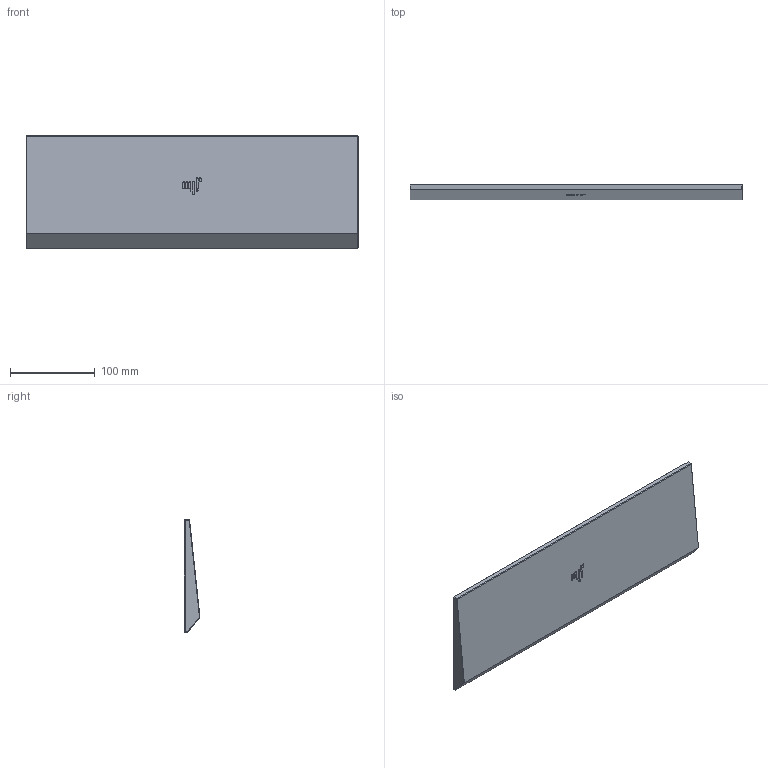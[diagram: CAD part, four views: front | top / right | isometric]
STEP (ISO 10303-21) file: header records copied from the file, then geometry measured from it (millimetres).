
FILE_DESCRIPTION (( 'STEP AP214' ), '1' );
FILE_NAME ('BottomPlateV2.STEP', '2020-09-21T04:38:45', ( '' ), ( '' ), 'SwSTEP 2.0', 'SolidWorks 2020', '' );
FILE_SCHEMA (( 'AUTOMOTIVE_DESIGN' ));
Length unit declared in the file: centimetre
Products named in the file (1): BottomPlateV2
Bounding box: 390.7 x 18.5 x 132.7 mm (x, y, z)
Volume: 502540.3 mm3; surface area: 116691.4 mm2
Topology: 1 solids, 1 shells, 217 faces, 584 edges, 366 vertices
Faces by surface type: plane 103, cylinder 90, cone 24
Entity records: 6896 total; most frequent: DIRECTION 1184, CARTESIAN_POINT 1148, ORIENTED_EDGE 1128, EDGE_CURVE 564, AXIS2_PLACEMENT_3D 402, LINE 380, VECTOR 380, VERTEX_POINT 366
